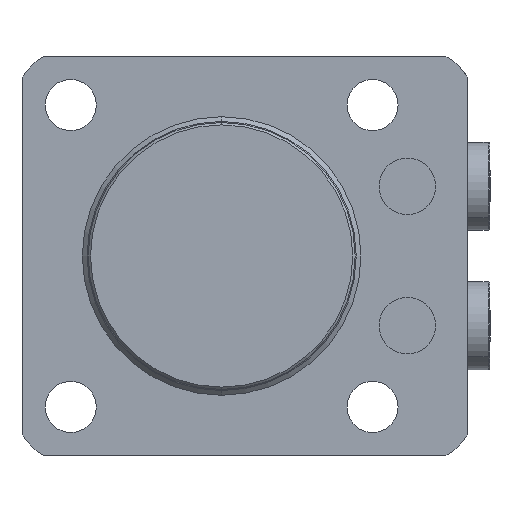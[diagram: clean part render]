
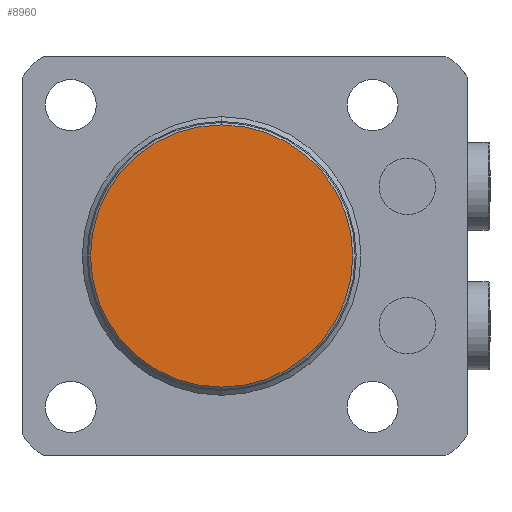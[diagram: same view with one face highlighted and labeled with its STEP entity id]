
A CAD part, front view. The second image highlights one B-rep face of the part: STEP entity #8960.
In plain terms, the highlighted planar face has unit normal (0, -1, 0).
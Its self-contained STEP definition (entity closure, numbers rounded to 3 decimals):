
#430 = DIRECTION ( 'NONE',  ( 0., 0., -1. ) ) ;
#431 = DIRECTION ( 'NONE',  ( 0., -1., 0. ) ) ;
#432 = CARTESIAN_POINT ( 'NONE',  ( 0., -91., 0. ) ) ;
#433 = AXIS2_PLACEMENT_3D ( 'NONE', #432, #431, #430 ) ;
#434 = CIRCLE ( 'NONE', #433, 28.25 ) ;
#476 = DIRECTION ( 'NONE',  ( 0., 0., -1. ) ) ;
#477 = DIRECTION ( 'NONE',  ( 0., -1., 0. ) ) ;
#478 = CARTESIAN_POINT ( 'NONE',  ( 43., -91., 43. ) ) ;
#479 = AXIS2_PLACEMENT_3D ( 'NONE', #478, #477, #476 ) ;
#480 = FACE_OUTER_BOUND ( 'NONE', #1319, .T. ) ;
#485 = PLANE ( 'NONE',  #479 ) ;
#1319 = EDGE_LOOP ( 'NONE', ( #8765, #8774 ) ) ;
#1751 = EDGE_CURVE ( 'NONE', #1752, #1753, #6683, .T. ) ;
#1752 = VERTEX_POINT ( 'NONE', #6678 ) ;
#1753 = VERTEX_POINT ( 'NONE', #6677 ) ;
#6677 = CARTESIAN_POINT ( 'NONE',  ( 0., -91., 28.25 ) ) ;
#6678 = CARTESIAN_POINT ( 'NONE',  ( 0., -91., -28.25 ) ) ;
#6679 = DIRECTION ( 'NONE',  ( 0., 0., -1. ) ) ;
#6680 = DIRECTION ( 'NONE',  ( 0., -1., 0. ) ) ;
#6681 = CARTESIAN_POINT ( 'NONE',  ( 0., -91., 0. ) ) ;
#6682 = AXIS2_PLACEMENT_3D ( 'NONE', #6681, #6680, #6679 ) ;
#6683 = CIRCLE ( 'NONE', #6682, 28.25 ) ;
#8765 = ORIENTED_EDGE ( 'NONE', *, *, #8767, .T. ) ;
#8767 = EDGE_CURVE ( 'NONE', #1753, #1752, #434, .T. ) ;
#8774 = ORIENTED_EDGE ( 'NONE', *, *, #1751, .T. ) ;
#8960 = ADVANCED_FACE ( 'NONE', ( #480 ), #485, .T. ) ;
